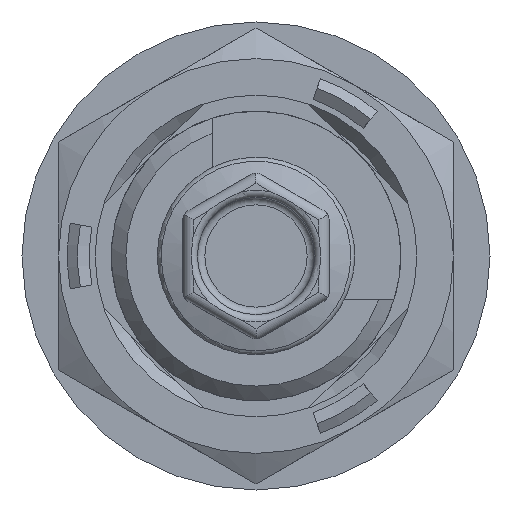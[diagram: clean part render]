
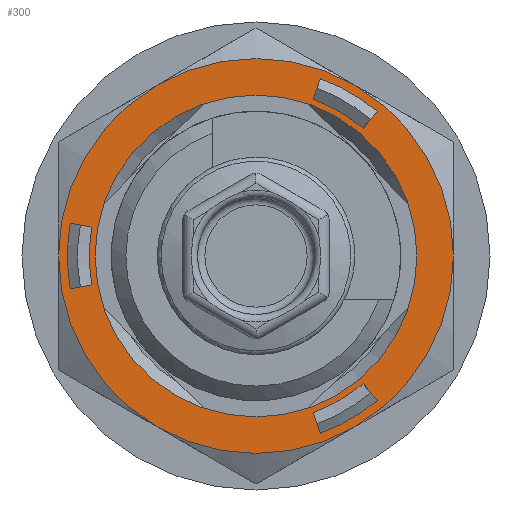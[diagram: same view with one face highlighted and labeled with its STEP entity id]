
A CAD part, front view. The second image highlights one B-rep face of the part: STEP entity #300.
In plain terms, the highlighted face is planar.
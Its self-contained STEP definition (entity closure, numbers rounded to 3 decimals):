
#300 = ADVANCED_FACE( '', ( #686, #687, #688, #689, #690 ), #691, .T. );
#686 = FACE_BOUND( '', #1244, .T. );
#687 = FACE_BOUND( '', #1245, .T. );
#688 = FACE_BOUND( '', #1246, .T. );
#689 = FACE_BOUND( '', #1247, .T. );
#690 = FACE_OUTER_BOUND( '', #1248, .T. );
#691 = PLANE( '', #1249 );
#1244 = EDGE_LOOP( '', ( #1821 ) );
#1245 = EDGE_LOOP( '', ( #1822, #1823, #1824, #1825 ) );
#1246 = EDGE_LOOP( '', ( #1826, #1827, #1828, #1829 ) );
#1247 = EDGE_LOOP( '', ( #1830, #1831, #1832, #1833 ) );
#1248 = EDGE_LOOP( '', ( #1834, #1835, #1836, #1837, #1838, #1839 ) );
#1249 = AXIS2_PLACEMENT_3D( '', #1840, #1841, #1842 );
#1821 = ORIENTED_EDGE( '', *, *, #3136, .T. );
#1822 = ORIENTED_EDGE( '', *, *, #3137, .F. );
#1823 = ORIENTED_EDGE( '', *, *, #3138, .F. );
#1824 = ORIENTED_EDGE( '', *, *, #3139, .F. );
#1825 = ORIENTED_EDGE( '', *, *, #3140, .T. );
#1826 = ORIENTED_EDGE( '', *, *, #3115, .F. );
#1827 = ORIENTED_EDGE( '', *, *, #3141, .F. );
#1828 = ORIENTED_EDGE( '', *, *, #3142, .F. );
#1829 = ORIENTED_EDGE( '', *, *, #3143, .F. );
#1830 = ORIENTED_EDGE( '', *, *, #3144, .F. );
#1831 = ORIENTED_EDGE( '', *, *, #3145, .F. );
#1832 = ORIENTED_EDGE( '', *, *, #3146, .F. );
#1833 = ORIENTED_EDGE( '', *, *, #3147, .F. );
#1834 = ORIENTED_EDGE( '', *, *, #3148, .F. );
#1835 = ORIENTED_EDGE( '', *, *, #3149, .F. );
#1836 = ORIENTED_EDGE( '', *, *, #3150, .F. );
#1837 = ORIENTED_EDGE( '', *, *, #3151, .F. );
#1838 = ORIENTED_EDGE( '', *, *, #3152, .F. );
#1839 = ORIENTED_EDGE( '', *, *, #3153, .F. );
#1840 = CARTESIAN_POINT( '', ( 13.5, 4.8, 0. ) );
#1841 = DIRECTION( '', ( 0., 1., 0. ) );
#1842 = DIRECTION( '', ( 0., 0., 1. ) );
#3115 = EDGE_CURVE( '', #3627, #3630, #3631, .F. );
#3136 = EDGE_CURVE( '', #3667, #3667, #3668, .T. );
#3137 = EDGE_CURVE( '', #3669, #3670, #3671, .T. );
#3138 = EDGE_CURVE( '', #3672, #3669, #3673, .T. );
#3139 = EDGE_CURVE( '', #3674, #3672, #3675, .T. );
#3140 = EDGE_CURVE( '', #3674, #3670, #3676, .T. );
#3141 = EDGE_CURVE( '', #3677, #3627, #3678, .T. );
#3142 = EDGE_CURVE( '', #3679, #3677, #3680, .T. );
#3143 = EDGE_CURVE( '', #3630, #3679, #3681, .T. );
#3144 = EDGE_CURVE( '', #3682, #3683, #3684, .T. );
#3145 = EDGE_CURVE( '', #3685, #3682, #3686, .F. );
#3146 = EDGE_CURVE( '', #3687, #3685, #3688, .T. );
#3147 = EDGE_CURVE( '', #3683, #3687, #3689, .T. );
#3148 = EDGE_CURVE( '', #3690, #3691, #3692, .T. );
#3149 = EDGE_CURVE( '', #3693, #3690, #3694, .T. );
#3150 = EDGE_CURVE( '', #3695, #3693, #3696, .T. );
#3151 = EDGE_CURVE( '', #3697, #3695, #3698, .T. );
#3152 = EDGE_CURVE( '', #3699, #3697, #3700, .T. );
#3153 = EDGE_CURVE( '', #3691, #3699, #3701, .T. );
#3627 = VERTEX_POINT( '', #4374 );
#3630 = VERTEX_POINT( '', #4378 );
#3631 = CIRCLE( '', #4379, 11.4 );
#3667 = VERTEX_POINT( '', #4429 );
#3668 = CIRCLE( '', #4430, 11. );
#3669 = VERTEX_POINT( '', #4431 );
#3670 = VERTEX_POINT( '', #4432 );
#3671 = LINE( '', #4433, #4434 );
#3672 = VERTEX_POINT( '', #4435 );
#3673 = CIRCLE( '', #4436, 11.4 );
#3674 = VERTEX_POINT( '', #4437 );
#3675 = LINE( '', #4438, #4439 );
#3676 = CIRCLE( '', #4440, 12.9 );
#3677 = VERTEX_POINT( '', #4441 );
#3678 = LINE( '', #4442, #4443 );
#3679 = VERTEX_POINT( '', #4444 );
#3680 = CIRCLE( '', #4445, 12.9 );
#3681 = LINE( '', #4446, #4447 );
#3682 = VERTEX_POINT( '', #4448 );
#3683 = VERTEX_POINT( '', #4449 );
#3684 = LINE( '', #4450, #4451 );
#3685 = VERTEX_POINT( '', #4452 );
#3686 = CIRCLE( '', #4453, 11.4 );
#3687 = VERTEX_POINT( '', #4454 );
#3688 = LINE( '', #4455, #4456 );
#3689 = CIRCLE( '', #4457, 12.9 );
#3690 = VERTEX_POINT( '', #4458 );
#3691 = VERTEX_POINT( '', #4459 );
#3692 = CIRCLE( '', #4460, 13.5 );
#3693 = VERTEX_POINT( '', #4461 );
#3694 = CIRCLE( '', #4462, 13.5 );
#3695 = VERTEX_POINT( '', #4463 );
#3696 = CIRCLE( '', #4464, 13.5 );
#3697 = VERTEX_POINT( '', #4465 );
#3698 = CIRCLE( '', #4466, 13.5 );
#3699 = VERTEX_POINT( '', #4467 );
#3700 = CIRCLE( '', #4468, 13.5 );
#3701 = CIRCLE( '', #4469, 13.5 );
#4374 = CARTESIAN_POINT( '', ( 7.328, 4.8, 8.733 ) );
#4378 = CARTESIAN_POINT( '', ( 3.899, 4.8, 10.712 ) );
#4379 = AXIS2_PLACEMENT_3D( '', #5503, #5504, #5505 );
#4429 = CARTESIAN_POINT( '', ( 0., 4.8, -11. ) );
#4430 = AXIS2_PLACEMENT_3D( '', #5533, #5534, #5535 );
#4431 = CARTESIAN_POINT( '', ( 7.328, 4.8, -8.733 ) );
#4432 = CARTESIAN_POINT( '', ( 8.292, 4.8, -9.882 ) );
#4433 = CARTESIAN_POINT( '', ( 7.328, 4.8, -8.733 ) );
#4434 = VECTOR( '', #5536, 1000. );
#4435 = CARTESIAN_POINT( '', ( 3.899, 4.8, -10.712 ) );
#4436 = AXIS2_PLACEMENT_3D( '', #5537, #5538, #5539 );
#4437 = CARTESIAN_POINT( '', ( 4.412, 4.8, -12.122 ) );
#4438 = CARTESIAN_POINT( '', ( 4.412, 4.8, -12.122 ) );
#4439 = VECTOR( '', #5540, 1000. );
#4440 = AXIS2_PLACEMENT_3D( '', #5541, #5542, #5543 );
#4441 = CARTESIAN_POINT( '', ( 8.292, 4.8, 9.882 ) );
#4442 = CARTESIAN_POINT( '', ( 8.292, 4.8, 9.882 ) );
#4443 = VECTOR( '', #5544, 1000. );
#4444 = CARTESIAN_POINT( '', ( 4.412, 4.8, 12.122 ) );
#4445 = AXIS2_PLACEMENT_3D( '', #5545, #5546, #5547 );
#4446 = CARTESIAN_POINT( '', ( 3.899, 4.8, 10.712 ) );
#4447 = VECTOR( '', #5548, 1000. );
#4448 = CARTESIAN_POINT( '', ( -11.227, 4.8, -1.98 ) );
#4449 = CARTESIAN_POINT( '', ( -12.704, 4.8, -2.24 ) );
#4450 = CARTESIAN_POINT( '', ( -11.227, 4.8, -1.98 ) );
#4451 = VECTOR( '', #5549, 1000. );
#4452 = CARTESIAN_POINT( '', ( -11.227, 4.8, 1.98 ) );
#4453 = AXIS2_PLACEMENT_3D( '', #5550, #5551, #5552 );
#4454 = CARTESIAN_POINT( '', ( -12.704, 4.8, 2.24 ) );
#4455 = CARTESIAN_POINT( '', ( -12.704, 4.8, 2.24 ) );
#4456 = VECTOR( '', #5553, 1000. );
#4457 = AXIS2_PLACEMENT_3D( '', #5554, #5555, #5556 );
#4458 = CARTESIAN_POINT( '', ( 13.5, 4.8, 0. ) );
#4459 = CARTESIAN_POINT( '', ( 6.75, 4.8, 11.691 ) );
#4460 = AXIS2_PLACEMENT_3D( '', #5557, #5558, #5559 );
#4461 = CARTESIAN_POINT( '', ( 6.75, 4.8, -11.691 ) );
#4462 = AXIS2_PLACEMENT_3D( '', #5560, #5561, #5562 );
#4463 = CARTESIAN_POINT( '', ( -6.75, 4.8, -11.691 ) );
#4464 = AXIS2_PLACEMENT_3D( '', #5563, #5564, #5565 );
#4465 = CARTESIAN_POINT( '', ( -13.5, 4.8, 0. ) );
#4466 = AXIS2_PLACEMENT_3D( '', #5566, #5567, #5568 );
#4467 = CARTESIAN_POINT( '', ( -6.75, 4.8, 11.691 ) );
#4468 = AXIS2_PLACEMENT_3D( '', #5569, #5570, #5571 );
#4469 = AXIS2_PLACEMENT_3D( '', #5572, #5573, #5574 );
#5503 = CARTESIAN_POINT( '', ( 0., 4.8, 0. ) );
#5504 = DIRECTION( '', ( 0., 1., 0. ) );
#5505 = DIRECTION( '', ( 0., 0., 1. ) );
#5533 = CARTESIAN_POINT( '', ( 0., 4.8, 0. ) );
#5534 = DIRECTION( '', ( 0., -1., 0. ) );
#5535 = DIRECTION( '', ( 0., 0., -1. ) );
#5536 = DIRECTION( '', ( 0.643, 0., -0.766 ) );
#5537 = CARTESIAN_POINT( '', ( 0., 4.8, 0. ) );
#5538 = DIRECTION( '', ( 0., -1., 0. ) );
#5539 = DIRECTION( '', ( 0., 0., -1. ) );
#5540 = DIRECTION( '', ( -0.342, 0., 0.94 ) );
#5541 = CARTESIAN_POINT( '', ( 0., 4.8, 0. ) );
#5542 = DIRECTION( '', ( 0., -1., 0. ) );
#5543 = DIRECTION( '', ( 0., 0., -1. ) );
#5544 = DIRECTION( '', ( -0.643, 0., -0.766 ) );
#5545 = CARTESIAN_POINT( '', ( 0., 4.8, 0. ) );
#5546 = DIRECTION( '', ( 0., 1., 0. ) );
#5547 = DIRECTION( '', ( 0., 0., 1. ) );
#5548 = DIRECTION( '', ( 0.342, 0., 0.94 ) );
#5549 = DIRECTION( '', ( -0.985, 0., -0.174 ) );
#5550 = CARTESIAN_POINT( '', ( 0., 4.8, 0. ) );
#5551 = DIRECTION( '', ( 0., 1., 0. ) );
#5552 = DIRECTION( '', ( 0., 0., 1. ) );
#5553 = DIRECTION( '', ( 0.985, 0., -0.174 ) );
#5554 = CARTESIAN_POINT( '', ( 0., 4.8, 0. ) );
#5555 = DIRECTION( '', ( 0., 1., 0. ) );
#5556 = DIRECTION( '', ( 0., 0., 1. ) );
#5557 = CARTESIAN_POINT( '', ( 0., 4.8, 0. ) );
#5558 = DIRECTION( '', ( 0., -1., 0. ) );
#5559 = DIRECTION( '', ( 0., 0., -1. ) );
#5560 = CARTESIAN_POINT( '', ( 0., 4.8, 0. ) );
#5561 = DIRECTION( '', ( 0., -1., 0. ) );
#5562 = DIRECTION( '', ( 0., 0., -1. ) );
#5563 = CARTESIAN_POINT( '', ( 0., 4.8, 0. ) );
#5564 = DIRECTION( '', ( 0., -1., 0. ) );
#5565 = DIRECTION( '', ( 0., 0., -1. ) );
#5566 = CARTESIAN_POINT( '', ( 0., 4.8, 0. ) );
#5567 = DIRECTION( '', ( 0., -1., 0. ) );
#5568 = DIRECTION( '', ( 0., 0., -1. ) );
#5569 = CARTESIAN_POINT( '', ( 0., 4.8, 0. ) );
#5570 = DIRECTION( '', ( 0., -1., 0. ) );
#5571 = DIRECTION( '', ( 0., 0., -1. ) );
#5572 = CARTESIAN_POINT( '', ( 0., 4.8, 0. ) );
#5573 = DIRECTION( '', ( 0., -1., 0. ) );
#5574 = DIRECTION( '', ( 0., 0., -1. ) );
